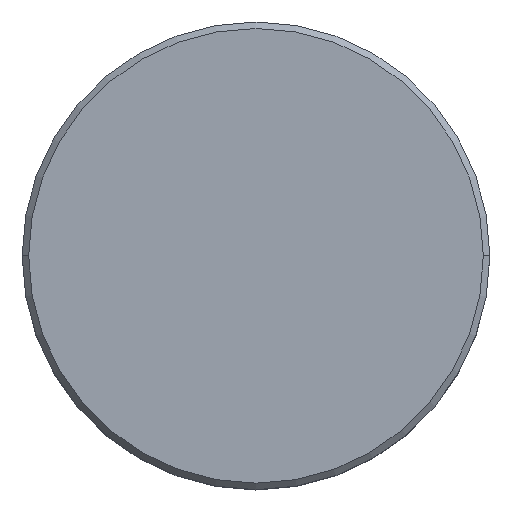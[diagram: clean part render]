
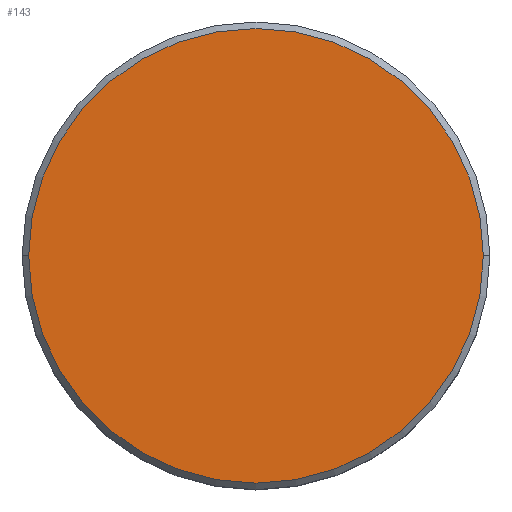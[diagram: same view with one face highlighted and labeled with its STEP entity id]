
A CAD part, top view. The second image highlights one B-rep face of the part: STEP entity #143.
In plain terms, the highlighted planar face has unit normal (0, 0, 1).
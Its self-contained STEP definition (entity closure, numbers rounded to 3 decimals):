
#9 = CARTESIAN_POINT ( 'NONE',  ( 0., 0., 0. ) ) ;
#41 = DIRECTION ( 'NONE',  ( 0., 0., 1. ) ) ;
#103 = CARTESIAN_POINT ( 'NONE',  ( 17.5, 0., 0. ) ) ;
#113 = DIRECTION ( 'NONE',  ( 0., 0., 1. ) ) ;
#121 = EDGE_LOOP ( 'NONE', ( #260, #253 ) ) ;
#143 = ADVANCED_FACE ( 'NONE', ( #200 ), #169, .T. ) ;
#169 = PLANE ( 'NONE',  #191 ) ;
#179 = AXIS2_PLACEMENT_3D ( 'NONE', #9, #41, #322 ) ;
#180 = EDGE_CURVE ( 'NONE', #442, #317, #286, .T. ) ;
#191 = AXIS2_PLACEMENT_3D ( 'NONE', #430, #113, #239 ) ;
#200 = FACE_OUTER_BOUND ( 'NONE', #121, .T. ) ;
#224 = EDGE_CURVE ( 'NONE', #317, #442, #302, .T. ) ;
#226 = AXIS2_PLACEMENT_3D ( 'NONE', #331, #370, #374 ) ;
#239 = DIRECTION ( 'NONE',  ( 1., 0., 0. ) ) ;
#253 = ORIENTED_EDGE ( 'NONE', *, *, #224, .T. ) ;
#260 = ORIENTED_EDGE ( 'NONE', *, *, #180, .T. ) ;
#286 = CIRCLE ( 'NONE', #179, 17.5 ) ;
#302 = CIRCLE ( 'NONE', #226, 17.5 ) ;
#317 = VERTEX_POINT ( 'NONE', #103 ) ;
#322 = DIRECTION ( 'NONE',  ( 1., 0., 0. ) ) ;
#331 = CARTESIAN_POINT ( 'NONE',  ( 0., 0., 0. ) ) ;
#370 = DIRECTION ( 'NONE',  ( 0., 0., 1. ) ) ;
#374 = DIRECTION ( 'NONE',  ( 1., 0., 0. ) ) ;
#403 = CARTESIAN_POINT ( 'NONE',  ( -17.5, 0., 0. ) ) ;
#430 = CARTESIAN_POINT ( 'NONE',  ( 0., 0., 0. ) ) ;
#442 = VERTEX_POINT ( 'NONE', #403 ) ;
